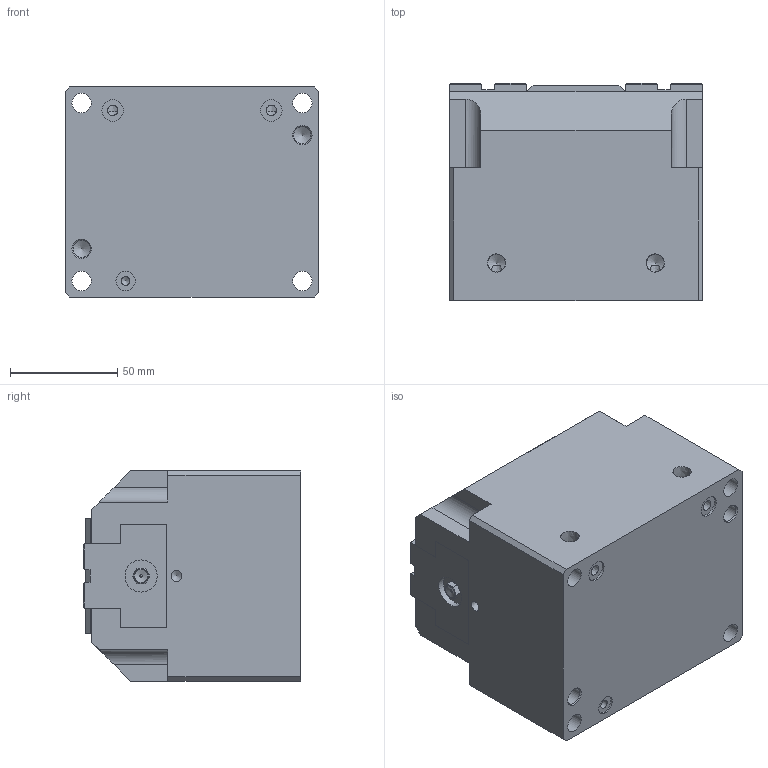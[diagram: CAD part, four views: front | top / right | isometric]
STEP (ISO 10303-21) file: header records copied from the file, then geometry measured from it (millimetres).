
FILE_DESCRIPTION((''),'2;1');
FILE_NAME('MAP 100.stp','2017-03-16T10:40:23',('BOLOGNESE'),(''),'Autodesk Inventor 2010','Autodesk Inventor 2010','');
FILE_SCHEMA(('AUTOMOTIVE_DESIGN { 1 0 10303 214 1 1 1 1 }'));
Length unit declared in the file: millimetre
Products named in the file (4): MAP 100; Corpo; Griffa; Piastrina
Assembly tree (4 placements, depth 2):
  MAP 100
    Corpo
    Griffa  x2
    Piastrina
Bounding box: 118 x 101.5 x 98 mm (x, y, z)
Volume: 1043988.4 mm3; surface area: 114987.1 mm2
Topology: 4 solids, 4 shells, 230 faces, 606 edges, 389 vertices
Faces by surface type: plane 155, bspline 40, cylinder 18, cone 17
Full cylindrical faces by diameter (mm): 5 x1, 9 x5, 10 x2, 15 x2
Entity records: 5045 total; most frequent: CARTESIAN_POINT 1435, ORIENTED_EDGE 692, DIRECTION 676, EDGE_CURVE 346, VECTOR 256, LINE 256, VERTEX_POINT 240, EDGE_LOOP 218
